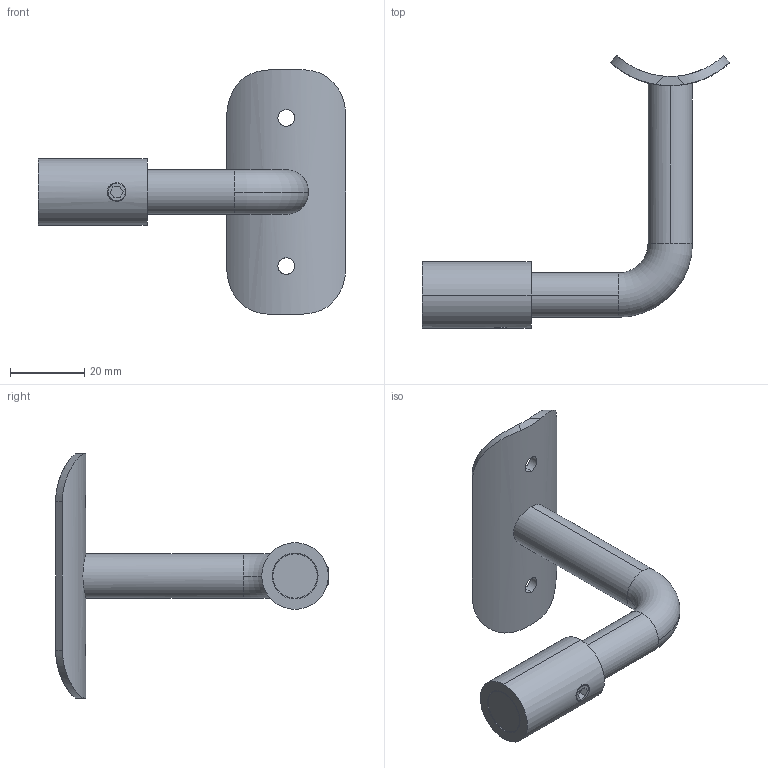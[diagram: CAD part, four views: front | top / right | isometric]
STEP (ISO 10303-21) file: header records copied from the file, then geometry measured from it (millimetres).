
FILE_DESCRIPTION (( 'STEP AP203' ), '1' );
FILE_NAME ('3D_GW2534_42.4_188702500.STEP', '2024-10-14T12:51:18', ( '' ), ( '' ), 'SwSTEP 2.0', 'SolidWorks 2024', '' );
FILE_SCHEMA (( 'CONFIG_CONTROL_DESIGN' ));
Length unit declared in the file: millimetre
Products named in the file (1): 3D_GW2534_42.4_188702500
Bounding box: 83.1 x 73.64 x 66 mm (x, y, z)
Volume: 22626.3 mm3; surface area: 12299.5 mm2
Topology: 3 solids, 3 shells, 56 faces, 130 edges, 84 vertices
Faces by surface type: cylinder 24, plane 24, cone 6, torus 2
Entity records: 2319 total; most frequent: CARTESIAN_POINT 963, ORIENTED_EDGE 260, DIRECTION 256, EDGE_CURVE 130, AXIS2_PLACEMENT_3D 93, VERTEX_POINT 84, LINE 70, VECTOR 70
